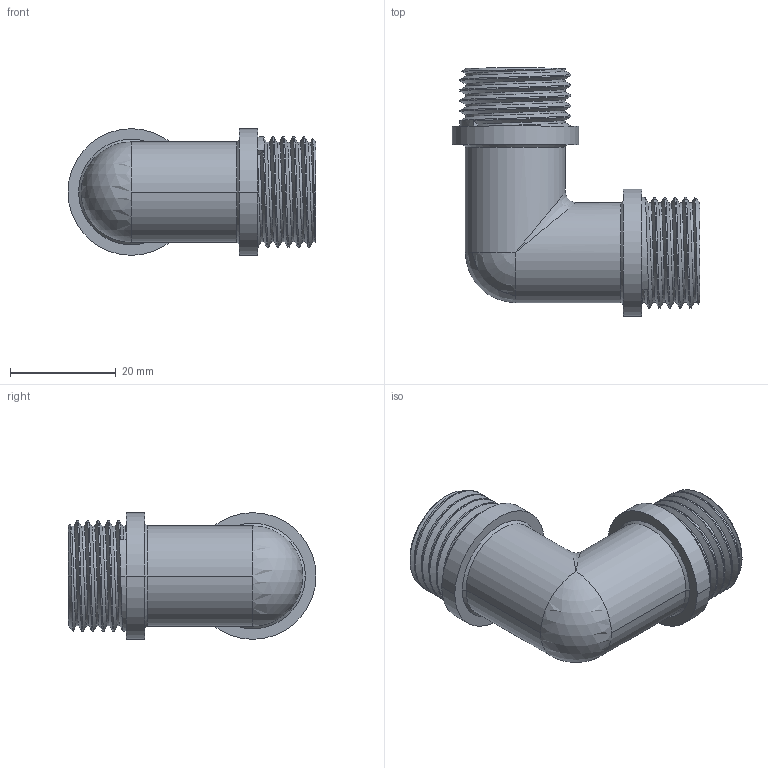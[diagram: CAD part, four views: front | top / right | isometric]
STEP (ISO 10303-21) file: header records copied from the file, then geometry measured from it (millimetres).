
FILE_DESCRIPTION (( 'STEP AP203' ), '1' );
FILE_NAME ('VTr.093.STEP', '2018-05-29T05:48:39', ( 'User' ), ( '' ), 'SwSTEP 2.0', 'SolidWorks 2017', '' );
FILE_SCHEMA (( 'CONFIG_CONTROL_DESIGN' ));
Length unit declared in the file: millimetre
Products named in the file (1): VTr.093
Bounding box: 47 x 47 x 24 mm (x, y, z)
Volume: 8261.1 mm3; surface area: 9159.2 mm2
Topology: 1 solids, 1 shells, 68 faces, 177 edges, 109 vertices
Faces by surface type: cylinder 35, cone 14, bspline 9, plane 8, sphere 2
Entity records: 5018 total; most frequent: CARTESIAN_POINT 3524, ORIENTED_EDGE 342, DIRECTION 257, EDGE_CURVE 171, VERTEX_POINT 109, AXIS2_PLACEMENT_3D 106, EDGE_LOOP 74, FACE_OUTER_BOUND 68
